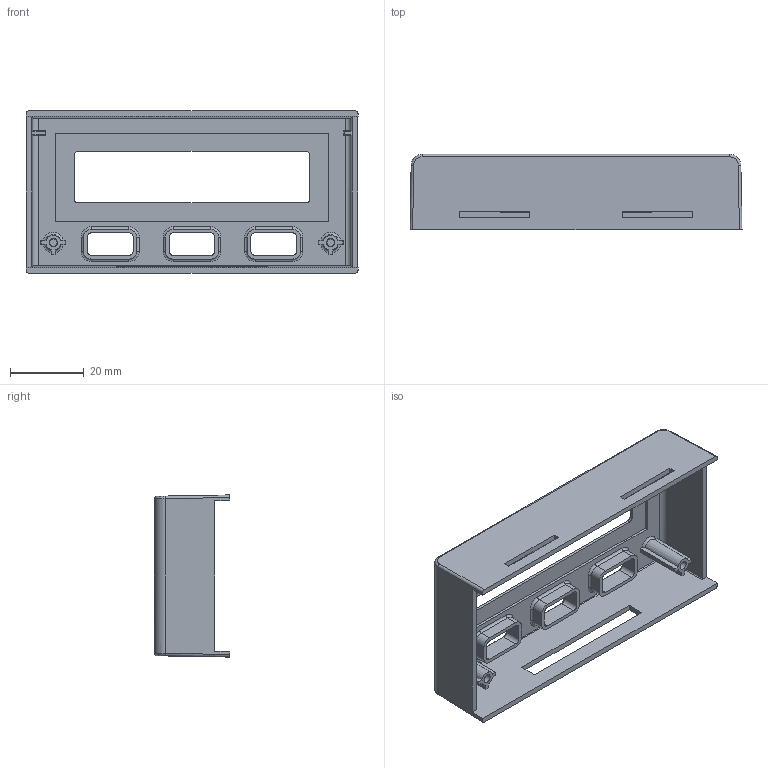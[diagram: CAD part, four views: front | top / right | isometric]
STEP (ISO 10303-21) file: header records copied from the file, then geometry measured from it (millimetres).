
FILE_DESCRIPTION(/* description */ (''),/* implementation_level */ '2;1');
FILE_NAME(/* name */ 'LCD Top Case.ipt.step',/* time_stamp */ '2020-04-16T23:11:43-04:00',/* author */ ('Hannah'),/* organization */ (''),/* preprocessor_version */ 'ST-DEVELOPER v17',/* originating_system */ 'Autodesk Inventor 2019',/* authorisation */ '');
FILE_SCHEMA (('AUTOMOTIVE_DESIGN { 1 0 10303 214 3 1 1 }'));
Length unit declared in the file: inch
Products named in the file (1): LCD Top Case
Bounding box: 90.17 x 20.41 x 44.04 mm (x, y, z)
Volume: 10803.7 mm3; surface area: 16731.5 mm2
Topology: 1 solids, 1 shells, 208 faces, 534 edges, 336 vertices
Faces by surface type: plane 104, cylinder 58, cone 20, torus 18, bspline 8
Entity records: 7313 total; most frequent: CARTESIAN_POINT 2171, ORIENTED_EDGE 1068, DIRECTION 1054, EDGE_CURVE 534, AXIS2_PLACEMENT_3D 359, LINE 336, VECTOR 336, VERTEX_POINT 336
